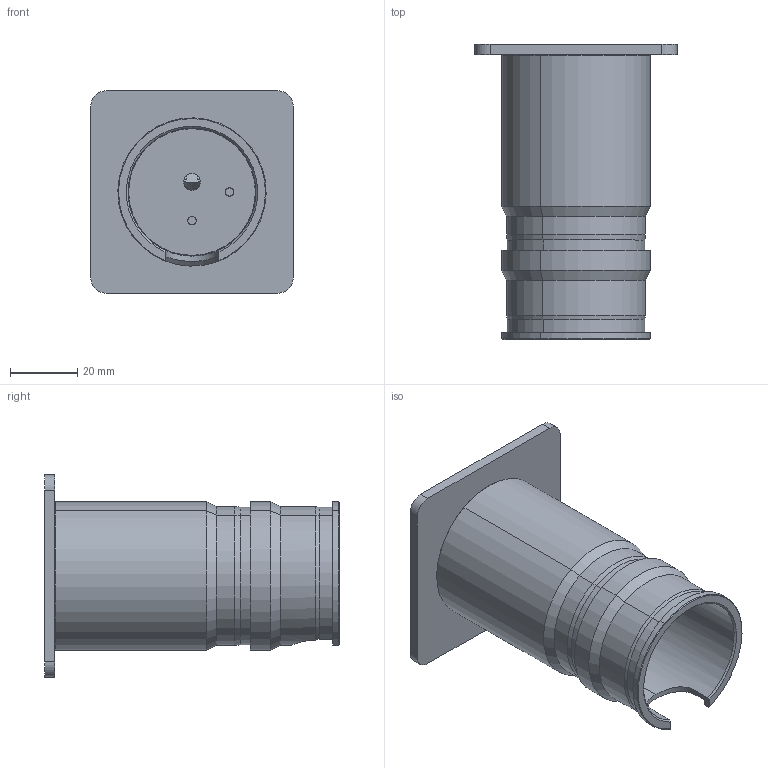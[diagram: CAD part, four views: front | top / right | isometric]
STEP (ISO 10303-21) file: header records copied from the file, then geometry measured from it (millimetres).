
FILE_DESCRIPTION(('CATIA V5 STEP Exchange','CAx-IF Rec.Pracs.--- Model Styling and Organization---1.4--- 2014-01-23','CAx-IF Rec.Pracs.---3D Tessellated Data Validation Properties---0.5---2014-09-14'),'2;1');
FILE_NAME('GW-S712.stp','2023-03-20T06:05:20+00:00',('none'),('none'),'CATIA Version 5-6 Release 2018','CATIA V5 STEP AP242','none');
FILE_SCHEMA(('AP242_MANAGED_MODEL_BASED_3D_ENGINEERING_MIM_LF {1 0 10303 442 1 1 4}'));
Length unit declared in the file: millimetre
Products named in the file (6): Product2; 铝管预埋件; 铝面板; Part23; 光源; Part24
Assembly tree (5 placements, depth 2):
  Product2
    铝管预埋件
    铝面板
    Part23
    光源
    Part24
Bounding box: 60 x 87.5 x 60 mm (x, y, z)
Volume: 67656.4 mm3; surface area: 43353.3 mm2
Topology: 6 solids, 6 shells, 192 faces, 433 edges, 271 vertices
Faces by surface type: cylinder 92, plane 54, cone 44, sphere 2
Entity records: 5275 total; most frequent: CARTESIAN_POINT 1208, ORIENTED_EDGE 862, DIRECTION 665, EDGE_CURVE 431, AXIS2_PLACEMENT_3D 336, VERTEX_POINT 271, EDGE_LOOP 226, CIRCLE 200
